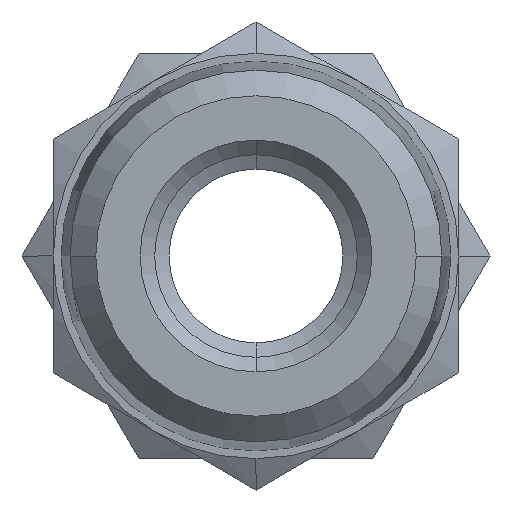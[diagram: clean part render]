
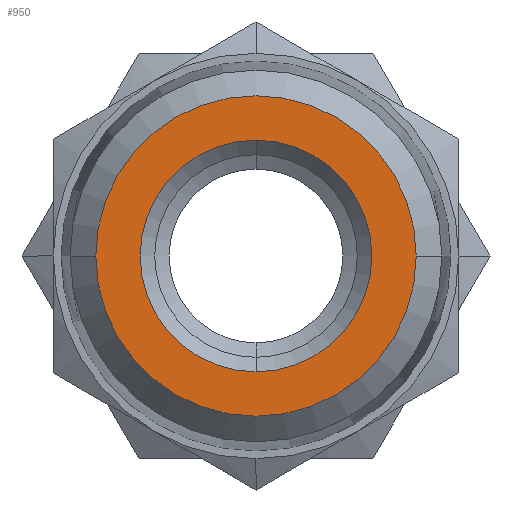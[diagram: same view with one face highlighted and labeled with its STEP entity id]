
A CAD part, front view. The second image highlights one B-rep face of the part: STEP entity #950.
In plain terms, the highlighted planar face has unit normal (0, -1, 0).
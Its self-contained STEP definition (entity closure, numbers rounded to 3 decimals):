
#950=ADVANCED_FACE('',(#1901,#1902),#1903,.T.);
#1901=FACE_OUTER_BOUND('',#2854,.T.);
#1902=FACE_BOUND('',#2855,.T.);
#1903=PLANE('',#2856);
#2854=EDGE_LOOP('',(#5544,#5545));
#2855=EDGE_LOOP('',(#5546,#5547));
#2856=AXIS2_PLACEMENT_3D('',#5548,#5549,#5550);
#5544=ORIENTED_EDGE('',*,*,#6760,.T.);
#5545=ORIENTED_EDGE('',*,*,#5856,.T.);
#5546=ORIENTED_EDGE('',*,*,#6393,.F.);
#5547=ORIENTED_EDGE('',*,*,#6712,.F.);
#5548=CARTESIAN_POINT('',(0.0,-11.0,0.0));
#5549=DIRECTION('',(0.0,-1.0,0.0));
#5550=DIRECTION('',(0.0,0.0,-1.0));
#5856=EDGE_CURVE('',#7085,#7087,#7089,.T.);
#6393=EDGE_CURVE('',#7917,#7912,#7919,.T.);
#6712=EDGE_CURVE('',#7912,#7917,#8306,.T.);
#6760=EDGE_CURVE('',#7087,#7085,#8356,.T.);
#7085=VERTEX_POINT('',#8819);
#7087=VERTEX_POINT('',#8822);
#7089=CIRCLE('',#8825,5.536);
#7912=VERTEX_POINT('',#10249);
#7917=VERTEX_POINT('',#10255);
#7919=CIRCLE('',#10258,4.0);
#8306=CIRCLE('',#10885,4.0);
#8356=CIRCLE('',#10950,5.536);
#8819=CARTESIAN_POINT('',(5.536,-11.0,0.));
#8822=CARTESIAN_POINT('',(-5.536,-11.0,0.0));
#8825=AXIS2_PLACEMENT_3D('',#11167,#11168,#11169);
#10249=CARTESIAN_POINT('',(0.,-11.0,4.0));
#10255=CARTESIAN_POINT('',(0.0,-11.0,-4.0));
#10258=AXIS2_PLACEMENT_3D('',#11743,#11744,#11745);
#10885=AXIS2_PLACEMENT_3D('',#12010,#12011,#12012);
#10950=AXIS2_PLACEMENT_3D('',#12034,#12035,#12036);
#11167=CARTESIAN_POINT('',(0.0,-11.0,0.0));
#11168=DIRECTION('',(0.0,-1.0,0.0));
#11169=DIRECTION('',(1.0,0.0,0.0));
#11743=CARTESIAN_POINT('',(0.0,-11.0,0.0));
#11744=DIRECTION('',(0.0,-1.0,0.0));
#11745=DIRECTION('',(0.0,0.0,1.0));
#12010=CARTESIAN_POINT('',(0.0,-11.0,0.0));
#12011=DIRECTION('',(0.0,-1.0,0.0));
#12012=DIRECTION('',(0.0,0.0,1.0));
#12034=CARTESIAN_POINT('',(0.0,-11.0,0.0));
#12035=DIRECTION('',(0.0,-1.0,0.0));
#12036=DIRECTION('',(1.0,0.0,0.0));
